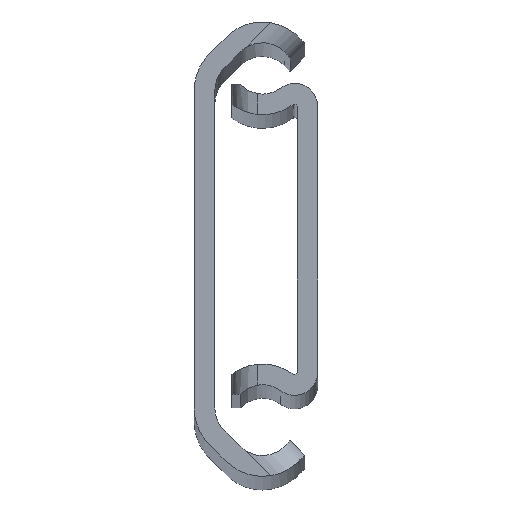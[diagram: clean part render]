
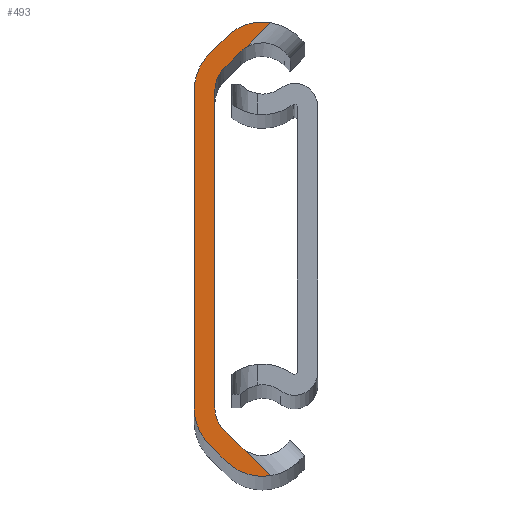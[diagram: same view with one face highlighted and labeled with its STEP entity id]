
A CAD part, top view. The second image highlights one B-rep face of the part: STEP entity #493.
In plain terms, the highlighted planar face has unit normal (0, 0, 1).
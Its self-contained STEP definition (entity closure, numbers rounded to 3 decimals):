
#5 = CARTESIAN_POINT ( 'NONE',  ( 4.061, 15.702, 0. ) ) ;
#48 = AXIS2_PLACEMENT_3D ( 'NONE', #257, #316, #2509 ) ;
#98 = ORIENTED_EDGE ( 'NONE', *, *, #4337, .T. ) ;
#160 = DIRECTION ( 'NONE',  ( 1., 0., 0. ) ) ;
#171 = DIRECTION ( 'NONE',  ( -0.707, 0.707, 0. ) ) ;
#184 = AXIS2_PLACEMENT_3D ( 'NONE', #1651, #547, #1625 ) ;
#206 = EDGE_CURVE ( 'NONE', #356, #271, #2244, .T. ) ;
#257 = CARTESIAN_POINT ( 'NONE',  ( 5.3, -13.67, 0. ) ) ;
#259 = EDGE_CURVE ( 'NONE', #949, #2371, #3755, .T. ) ;
#271 = VERTEX_POINT ( 'NONE', #4181 ) ;
#282 = VERTEX_POINT ( 'NONE', #2003 ) ;
#286 = CIRCLE ( 'NONE', #1270, 2.38 ) ;
#316 = DIRECTION ( 'NONE',  ( 0., 0., 1. ) ) ;
#324 = EDGE_CURVE ( 'NONE', #4394, #282, #4567, .T. ) ;
#356 = VERTEX_POINT ( 'NONE', #2029 ) ;
#377 = CIRCLE ( 'NONE', #3022, 2.38 ) ;
#431 = CARTESIAN_POINT ( 'NONE',  ( 1.6, 0., 0. ) ) ;
#462 = CARTESIAN_POINT ( 'NONE',  ( 2.486, 16.484, 0. ) ) ;
#493 = ADVANCED_FACE ( 'NONE', ( #1930 ), #3347, .T. ) ;
#523 = DIRECTION ( 'NONE',  ( 0., -1., 0. ) ) ;
#529 = CARTESIAN_POINT ( 'NONE',  ( 5.3, 13.67, 0. ) ) ;
#547 = DIRECTION ( 'NONE',  ( 0., 0., -1. ) ) ;
#585 = VERTEX_POINT ( 'NONE', #817 ) ;
#610 = ORIENTED_EDGE ( 'NONE', *, *, #3980, .T. ) ;
#692 = EDGE_CURVE ( 'NONE', #3628, #4312, #2707, .T. ) ;
#711 = DIRECTION ( 'NONE',  ( 0.707, 0.707, 0. ) ) ;
#780 = CARTESIAN_POINT ( 'NONE',  ( 1.172, 15.17, 0. ) ) ;
#817 = CARTESIAN_POINT ( 'NONE',  ( 3.617, -15.353, 0. ) ) ;
#842 = DIRECTION ( 'NONE',  ( 0., 0., 1. ) ) ;
#854 = EDGE_CURVE ( 'NONE', #1760, #4394, #3161, .T. ) ;
#949 = VERTEX_POINT ( 'NONE', #4508 ) ;
#984 = CARTESIAN_POINT ( 'NONE',  ( 3.617, 15.353, 0. ) ) ;
#994 = ORIENTED_EDGE ( 'NONE', *, *, #3440, .T. ) ;
#1002 = EDGE_LOOP ( 'NONE', ( #2700, #3446, #2969, #994, #3519, #3236, #3872, #4315, #1619, #3878, #3505, #1835, #610, #1297, #4660, #98 ) ) ;
#1089 = DIRECTION ( 'NONE',  ( 1., 0., 0. ) ) ;
#1220 = CARTESIAN_POINT ( 'NONE',  ( 0., 12.342, 0. ) ) ;
#1270 = AXIS2_PLACEMENT_3D ( 'NONE', #2697, #3399, #160 ) ;
#1282 = VERTEX_POINT ( 'NONE', #4423 ) ;
#1297 = ORIENTED_EDGE ( 'NONE', *, *, #692, .T. ) ;
#1314 = CARTESIAN_POINT ( 'NONE',  ( 2.35, -13.991, 0. ) ) ;
#1356 = EDGE_CURVE ( 'NONE', #1282, #356, #3694, .T. ) ;
#1426 = DIRECTION ( 'NONE',  ( -0.707, 0.707, 0. ) ) ;
#1508 = CARTESIAN_POINT ( 'NONE',  ( 5.955, -17.596, 0. ) ) ;
#1513 = VECTOR ( 'NONE', #2810, 1000. ) ;
#1542 = DIRECTION ( 'NONE',  ( 0., 0., -1. ) ) ;
#1566 = AXIS2_PLACEMENT_3D ( 'NONE', #3024, #842, #2981 ) ;
#1573 = VECTOR ( 'NONE', #3305, 1000. ) ;
#1619 = ORIENTED_EDGE ( 'NONE', *, *, #3527, .T. ) ;
#1625 = DIRECTION ( 'NONE',  ( 1., 0., 0. ) ) ;
#1651 = CARTESIAN_POINT ( 'NONE',  ( 4., 12.342, 0. ) ) ;
#1710 = AXIS2_PLACEMENT_3D ( 'NONE', #529, #2437, #3145 ) ;
#1738 = VERTEX_POINT ( 'NONE', #3154 ) ;
#1760 = VERTEX_POINT ( 'NONE', #2823 ) ;
#1799 = CARTESIAN_POINT ( 'NONE',  ( 4., -12.342, 0. ) ) ;
#1835 = ORIENTED_EDGE ( 'NONE', *, *, #3359, .T. ) ;
#1930 = FACE_OUTER_BOUND ( 'NONE', #1002, .T. ) ;
#2003 = CARTESIAN_POINT ( 'NONE',  ( 4.061, -15.702, 0. ) ) ;
#2029 = CARTESIAN_POINT ( 'NONE',  ( 1.6, 12.342, 0. ) ) ;
#2199 = EDGE_CURVE ( 'NONE', #4386, #949, #2922, .T. ) ;
#2244 = CIRCLE ( 'NONE', #184, 2.4 ) ;
#2371 = VERTEX_POINT ( 'NONE', #462 ) ;
#2414 = LINE ( 'NONE', #3150, #4107 ) ;
#2422 = CARTESIAN_POINT ( 'NONE',  ( 4., -12.342, 0. ) ) ;
#2437 = DIRECTION ( 'NONE',  ( 0., 0., 1. ) ) ;
#2440 = CARTESIAN_POINT ( 'NONE',  ( 2.303, 14.039, 0. ) ) ;
#2509 = DIRECTION ( 'NONE',  ( 1., 0., 0. ) ) ;
#2567 = CARTESIAN_POINT ( 'NONE',  ( 5.3, 13.67, 0. ) ) ;
#2579 = EDGE_CURVE ( 'NONE', #4312, #1738, #4245, .T. ) ;
#2609 = CARTESIAN_POINT ( 'NONE',  ( -9.991, 1.65, 0. ) ) ;
#2676 = EDGE_CURVE ( 'NONE', #2679, #1282, #3404, .T. ) ;
#2679 = VERTEX_POINT ( 'NONE', #4520 ) ;
#2684 = VECTOR ( 'NONE', #171, 1000. ) ;
#2697 = CARTESIAN_POINT ( 'NONE',  ( 5.3, -13.67, 0. ) ) ;
#2700 = ORIENTED_EDGE ( 'NONE', *, *, #854, .T. ) ;
#2707 = LINE ( 'NONE', #2733, #3695 ) ;
#2733 = CARTESIAN_POINT ( 'NONE',  ( 0., 0., 0. ) ) ;
#2753 = CARTESIAN_POINT ( 'NONE',  ( 1.172, -15.17, 0. ) ) ;
#2772 = DIRECTION ( 'NONE',  ( 1., 0., 0. ) ) ;
#2780 = VECTOR ( 'NONE', #4459, 1000. ) ;
#2795 = DIRECTION ( 'NONE',  ( -0.707, -0.707, 0. ) ) ;
#2810 = DIRECTION ( 'NONE',  ( 0.707, -0.707, 0. ) ) ;
#2823 = CARTESIAN_POINT ( 'NONE',  ( 2.486, -16.484, 0. ) ) ;
#2875 = CARTESIAN_POINT ( 'NONE',  ( 1.172, 15.17, 0. ) ) ;
#2922 = LINE ( 'NONE', #2609, #1573 ) ;
#2969 = ORIENTED_EDGE ( 'NONE', *, *, #4521, .T. ) ;
#2981 = DIRECTION ( 'NONE',  ( 1., 0., 0. ) ) ;
#3022 = AXIS2_PLACEMENT_3D ( 'NONE', #2567, #1542, #1089 ) ;
#3024 = CARTESIAN_POINT ( 'NONE',  ( 4., -12.342, 0. ) ) ;
#3145 = DIRECTION ( 'NONE',  ( 1., 0., 0. ) ) ;
#3150 = CARTESIAN_POINT ( 'NONE',  ( 2.303, -14.039, 0. ) ) ;
#3154 = CARTESIAN_POINT ( 'NONE',  ( 1.172, -15.17, 0. ) ) ;
#3161 = CIRCLE ( 'NONE', #48, 3.98 ) ;
#3236 = ORIENTED_EDGE ( 'NONE', *, *, #1356, .T. ) ;
#3245 = LINE ( 'NONE', #2753, #1513 ) ;
#3300 = DIRECTION ( 'NONE',  ( 0., 0., 1. ) ) ;
#3305 = DIRECTION ( 'NONE',  ( 0.707, 0.707, 0. ) ) ;
#3332 = CIRCLE ( 'NONE', #4563, 4. ) ;
#3339 = EDGE_CURVE ( 'NONE', #271, #3753, #3896, .T. ) ;
#3347 = PLANE ( 'NONE',  #1566 ) ;
#3359 = EDGE_CURVE ( 'NONE', #2371, #4144, #4614, .T. ) ;
#3399 = DIRECTION ( 'NONE',  ( 0., 0., -1. ) ) ;
#3404 = CIRCLE ( 'NONE', #4635, 2.4 ) ;
#3440 = EDGE_CURVE ( 'NONE', #585, #2679, #2414, .T. ) ;
#3446 = ORIENTED_EDGE ( 'NONE', *, *, #324, .T. ) ;
#3505 = ORIENTED_EDGE ( 'NONE', *, *, #259, .T. ) ;
#3519 = ORIENTED_EDGE ( 'NONE', *, *, #2676, .T. ) ;
#3527 = EDGE_CURVE ( 'NONE', #3753, #4386, #377, .T. ) ;
#3553 = AXIS2_PLACEMENT_3D ( 'NONE', #1799, #3300, #4425 ) ;
#3589 = DIRECTION ( 'NONE',  ( 1., 0., 0. ) ) ;
#3628 = VERTEX_POINT ( 'NONE', #1220 ) ;
#3639 = CARTESIAN_POINT ( 'NONE',  ( 4., 12.342, 0. ) ) ;
#3694 = LINE ( 'NONE', #431, #2780 ) ;
#3695 = VECTOR ( 'NONE', #523, 1000. ) ;
#3753 = VERTEX_POINT ( 'NONE', #984 ) ;
#3755 = CIRCLE ( 'NONE', #1710, 3.98 ) ;
#3872 = ORIENTED_EDGE ( 'NONE', *, *, #206, .T. ) ;
#3878 = ORIENTED_EDGE ( 'NONE', *, *, #2199, .T. ) ;
#3896 = LINE ( 'NONE', #2440, #4726 ) ;
#3950 = VECTOR ( 'NONE', #2795, 1000. ) ;
#3980 = EDGE_CURVE ( 'NONE', #4144, #3628, #3332, .T. ) ;
#4086 = DIRECTION ( 'NONE',  ( 0., 0., -1. ) ) ;
#4107 = VECTOR ( 'NONE', #1426, 1000. ) ;
#4144 = VERTEX_POINT ( 'NONE', #780 ) ;
#4181 = CARTESIAN_POINT ( 'NONE',  ( 2.303, 14.039, 0. ) ) ;
#4245 = CIRCLE ( 'NONE', #3553, 4. ) ;
#4270 = CARTESIAN_POINT ( 'NONE',  ( 0., -12.342, 0. ) ) ;
#4312 = VERTEX_POINT ( 'NONE', #4270 ) ;
#4315 = ORIENTED_EDGE ( 'NONE', *, *, #3339, .T. ) ;
#4337 = EDGE_CURVE ( 'NONE', #1738, #1760, #3245, .T. ) ;
#4386 = VERTEX_POINT ( 'NONE', #5 ) ;
#4394 = VERTEX_POINT ( 'NONE', #1508 ) ;
#4423 = CARTESIAN_POINT ( 'NONE',  ( 1.6, -12.342, 0. ) ) ;
#4425 = DIRECTION ( 'NONE',  ( 1., 0., 0. ) ) ;
#4459 = DIRECTION ( 'NONE',  ( 0., 1., 0. ) ) ;
#4508 = CARTESIAN_POINT ( 'NONE',  ( 5.955, 17.596, 0. ) ) ;
#4520 = CARTESIAN_POINT ( 'NONE',  ( 2.303, -14.039, 0. ) ) ;
#4521 = EDGE_CURVE ( 'NONE', #282, #585, #286, .T. ) ;
#4563 = AXIS2_PLACEMENT_3D ( 'NONE', #3639, #4725, #3589 ) ;
#4567 = LINE ( 'NONE', #1314, #2684 ) ;
#4614 = LINE ( 'NONE', #2875, #3950 ) ;
#4635 = AXIS2_PLACEMENT_3D ( 'NONE', #2422, #4086, #2772 ) ;
#4660 = ORIENTED_EDGE ( 'NONE', *, *, #2579, .T. ) ;
#4725 = DIRECTION ( 'NONE',  ( 0., 0., 1. ) ) ;
#4726 = VECTOR ( 'NONE', #711, 1000. ) ;
